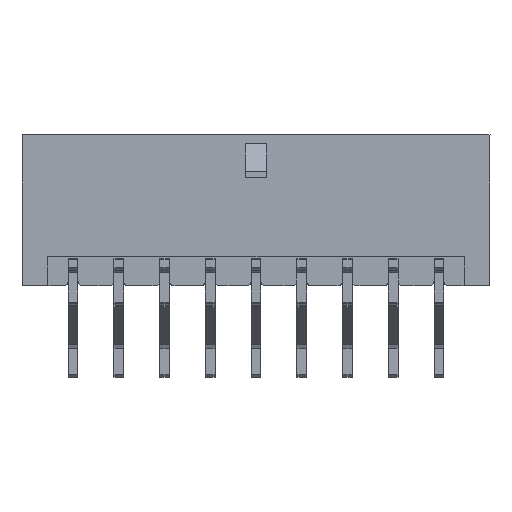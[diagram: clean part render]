
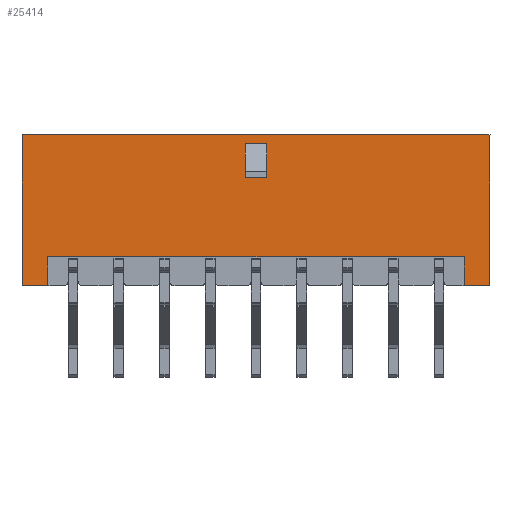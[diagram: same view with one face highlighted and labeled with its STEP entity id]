
A CAD part, top view. The second image highlights one B-rep face of the part: STEP entity #25414.
In plain terms, the highlighted face is planar.
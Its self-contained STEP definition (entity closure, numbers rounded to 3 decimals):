
#2396=ORIENTED_EDGE('',*,*,#6761,.T.);
#2397=ORIENTED_EDGE('',*,*,#6766,.T.);
#2398=ORIENTED_EDGE('',*,*,#7114,.F.);
#2399=ORIENTED_EDGE('',*,*,#7076,.T.);
#2400=ORIENTED_EDGE('',*,*,#7084,.T.);
#2401=ORIENTED_EDGE('',*,*,#7068,.F.);
#2402=ORIENTED_EDGE('',*,*,#7113,.F.);
#2403=ORIENTED_EDGE('',*,*,#6764,.T.);
#2404=ORIENTED_EDGE('',*,*,#6779,.F.);
#2405=ORIENTED_EDGE('',*,*,#6772,.F.);
#2406=ORIENTED_EDGE('',*,*,#6776,.T.);
#2407=ORIENTED_EDGE('',*,*,#6768,.T.);
#6761=EDGE_CURVE('',#9302,#9303,#11130,.T.);
#6764=EDGE_CURVE('',#9304,#9302,#11133,.T.);
#6766=EDGE_CURVE('',#9303,#9305,#11135,.T.);
#6768=EDGE_CURVE('',#9306,#9307,#11137,.T.);
#6772=EDGE_CURVE('',#9310,#9311,#11141,.T.);
#6776=EDGE_CURVE('',#9310,#9306,#11145,.T.);
#6779=EDGE_CURVE('',#9311,#9307,#11148,.T.);
#7068=EDGE_CURVE('',#9502,#9503,#11423,.T.);
#7076=EDGE_CURVE('',#9508,#9507,#11431,.T.);
#7084=EDGE_CURVE('',#9507,#9503,#11439,.T.);
#7113=EDGE_CURVE('',#9304,#9502,#11468,.T.);
#7114=EDGE_CURVE('',#9508,#9305,#11469,.T.);
#9302=VERTEX_POINT('',#34305);
#9303=VERTEX_POINT('',#34306);
#9304=VERTEX_POINT('',#34311);
#9305=VERTEX_POINT('',#34315);
#9306=VERTEX_POINT('',#34319);
#9307=VERTEX_POINT('',#34320);
#9310=VERTEX_POINT('',#34328);
#9311=VERTEX_POINT('',#34329);
#9502=VERTEX_POINT('',#34899);
#9503=VERTEX_POINT('',#34901);
#9507=VERTEX_POINT('',#34913);
#9508=VERTEX_POINT('',#34915);
#11130=LINE('',#34304,#13619);
#11133=LINE('',#34310,#13622);
#11135=LINE('',#34314,#13624);
#11137=LINE('',#34318,#13626);
#11141=LINE('',#34327,#13630);
#11145=LINE('',#34336,#13634);
#11148=LINE('',#34341,#13637);
#11423=LINE('',#34900,#13912);
#11431=LINE('',#34914,#13920);
#11439=LINE('',#34927,#13928);
#11468=LINE('',#34975,#13957);
#11469=LINE('',#34977,#13958);
#13619=VECTOR('',#28845,1000.);
#13622=VECTOR('',#28850,1000.);
#13624=VECTOR('',#28854,1000.);
#13626=VECTOR('',#28858,1000.);
#13630=VECTOR('',#28864,1000.);
#13634=VECTOR('',#28870,1000.);
#13637=VECTOR('',#28877,1000.);
#13912=VECTOR('',#29342,1000.);
#13920=VECTOR('',#29352,1000.);
#13928=VECTOR('',#29362,1000.);
#13957=VECTOR('',#29419,1000.);
#13958=VECTOR('',#29422,1000.);
#15535=EDGE_LOOP('',(#2396,#2397,#2398,#2399,#2400,#2401,#2402,#2403));
#15536=EDGE_LOOP('',(#2404,#2405,#2406,#2407));
#16568=FACE_BOUND('',#15535,.T.);
#16569=FACE_BOUND('',#15536,.T.);
#17523=PLANE('',#26501);
#25414=ADVANCED_FACE('',(#16568,#16569),#17523,.T.);
#26501=AXIS2_PLACEMENT_3D('',#34976,#29420,#29421);
#28845=DIRECTION('',(1.,0.,0.));
#28850=DIRECTION('',(0.,0.,1.));
#28854=DIRECTION('',(0.,0.,-1.));
#28858=DIRECTION('',(0.,0.,1.));
#28864=DIRECTION('',(0.,0.,1.));
#28870=DIRECTION('',(-1.,0.,0.));
#28877=DIRECTION('',(-1.,0.,0.));
#29342=DIRECTION('',(0.,0.,1.));
#29352=DIRECTION('',(0.,0.,1.));
#29362=DIRECTION('',(-1.,0.,0.));
#29419=DIRECTION('',(-1.,0.,0.));
#29420=DIRECTION('',(0.,-1.,0.));
#29421=DIRECTION('',(0.,0.,-1.));
#29422=DIRECTION('',(-1.,0.,0.));
#34304=CARTESIAN_POINT('',(-13.65,-3.43,-3.05));
#34305=CARTESIAN_POINT('',(-13.65,-3.43,-3.05));
#34306=CARTESIAN_POINT('',(13.65,-3.43,-3.05));
#34310=CARTESIAN_POINT('',(-13.65,-3.43,-4.95));
#34311=CARTESIAN_POINT('',(-13.65,-3.43,-4.95));
#34314=CARTESIAN_POINT('',(13.65,-3.43,-3.05));
#34315=CARTESIAN_POINT('',(13.65,-3.43,-4.95));
#34318=CARTESIAN_POINT('',(-0.7,-3.43,2.15));
#34319=CARTESIAN_POINT('',(-0.7,-3.43,2.15));
#34320=CARTESIAN_POINT('',(-0.7,-3.43,4.35));
#34327=CARTESIAN_POINT('',(0.7,-3.43,2.15));
#34328=CARTESIAN_POINT('',(0.7,-3.43,2.15));
#34329=CARTESIAN_POINT('',(0.7,-3.43,4.35));
#34336=CARTESIAN_POINT('',(0.7,-3.43,2.15));
#34341=CARTESIAN_POINT('',(0.7,-3.43,4.35));
#34899=CARTESIAN_POINT('',(-15.35,-3.43,-4.95));
#34900=CARTESIAN_POINT('',(-15.35,-3.43,-4.95));
#34901=CARTESIAN_POINT('',(-15.35,-3.43,4.95));
#34913=CARTESIAN_POINT('',(15.35,-3.43,4.95));
#34914=CARTESIAN_POINT('',(15.35,-3.43,-4.95));
#34915=CARTESIAN_POINT('',(15.35,-3.43,-4.95));
#34927=CARTESIAN_POINT('',(15.35,-3.43,4.95));
#34975=CARTESIAN_POINT('',(15.35,-3.43,-4.95));
#34976=CARTESIAN_POINT('',(15.35,-3.43,-4.95));
#34977=CARTESIAN_POINT('',(15.35,-3.43,-4.95));
